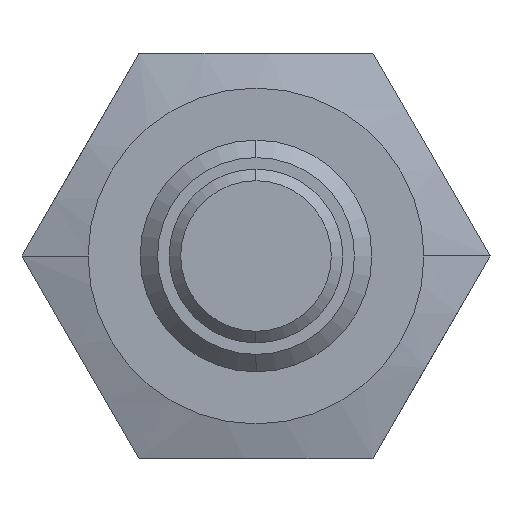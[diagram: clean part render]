
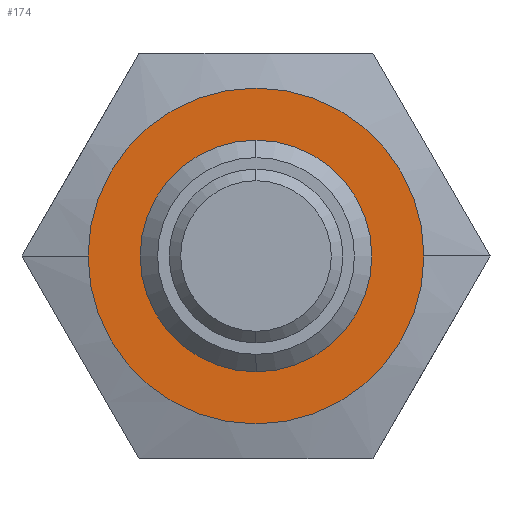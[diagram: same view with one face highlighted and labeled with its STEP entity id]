
A CAD part, left-side view. The second image highlights one B-rep face of the part: STEP entity #174.
In plain terms, the highlighted planar face has unit normal (-1, 0, 0).
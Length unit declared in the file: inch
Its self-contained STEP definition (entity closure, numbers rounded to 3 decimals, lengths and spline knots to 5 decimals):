
#2 = CIRCLE ( 'NONE', #352, 0.11417 ) ;
#85 = CIRCLE ( 'NONE', #592, 0.07874 ) ;
#125 = CIRCLE ( 'NONE', #681, 0.07874 ) ;
#174 = ADVANCED_FACE ( 'NONE', ( #333, #330 ), #1301, .F. ) ;
#295 = AXIS2_PLACEMENT_3D ( 'NONE', #327, #324, #322 ) ;
#322 = DIRECTION ( 'NONE',  ( 0., 1., 0. ) ) ;
#324 = DIRECTION ( 'NONE',  ( 1., 0., 0. ) ) ;
#327 = CARTESIAN_POINT ( 'NONE',  ( 0.25984, 0., 0. ) ) ;
#330 = FACE_OUTER_BOUND ( 'NONE', #1155, .T. ) ;
#333 = FACE_BOUND ( 'NONE', #886, .T. ) ;
#352 = AXIS2_PLACEMENT_3D ( 'NONE', #440, #439, #437 ) ;
#437 = DIRECTION ( 'NONE',  ( 0., 1., 0. ) ) ;
#439 = DIRECTION ( 'NONE',  ( 1., 0., 0. ) ) ;
#440 = CARTESIAN_POINT ( 'NONE',  ( 0.25984, 0., 0. ) ) ;
#464 = ORIENTED_EDGE ( 'NONE', *, *, #1070, .T. ) ;
#592 = AXIS2_PLACEMENT_3D ( 'NONE', #961, #960, #957 ) ;
#643 = ORIENTED_EDGE ( 'NONE', *, *, #1436, .F. ) ;
#681 = AXIS2_PLACEMENT_3D ( 'NONE', #1474, #1475, #1462 ) ;
#734 = VERTEX_POINT ( 'NONE', #1072 ) ;
#739 = VERTEX_POINT ( 'NONE', #1060 ) ;
#765 = VERTEX_POINT ( 'NONE', #1057 ) ;
#781 = ORIENTED_EDGE ( 'NONE', *, *, #1402, .F. ) ;
#789 = VERTEX_POINT ( 'NONE', #1017 ) ;
#886 = EDGE_LOOP ( 'NONE', ( #1182, #464 ) ) ;
#957 = DIRECTION ( 'NONE',  ( 0., 0., -1. ) ) ;
#958 = AXIS2_PLACEMENT_3D ( 'NONE', #1303, #1307, #1296 ) ;
#960 = DIRECTION ( 'NONE',  ( 1., 0., 0. ) ) ;
#961 = CARTESIAN_POINT ( 'NONE',  ( 0.25984, 0., 0. ) ) ;
#1017 = CARTESIAN_POINT ( 'NONE',  ( 0.25984, 0.11417, 0. ) ) ;
#1057 = CARTESIAN_POINT ( 'NONE',  ( 0.25984, -0.11417, 0. ) ) ;
#1060 = CARTESIAN_POINT ( 'NONE',  ( 0.25984, 0., 0.07874 ) ) ;
#1070 = EDGE_CURVE ( 'NONE', #734, #739, #125, .T. ) ;
#1072 = CARTESIAN_POINT ( 'NONE',  ( 0.25984, 0., -0.07874 ) ) ;
#1145 = EDGE_CURVE ( 'NONE', #739, #734, #85, .T. ) ;
#1155 = EDGE_LOOP ( 'NONE', ( #643, #781 ) ) ;
#1182 = ORIENTED_EDGE ( 'NONE', *, *, #1145, .T. ) ;
#1296 = DIRECTION ( 'NONE',  ( 0., 1., 0. ) ) ;
#1301 = PLANE ( 'NONE',  #958 ) ;
#1303 = CARTESIAN_POINT ( 'NONE',  ( 0.25984, 0.07956, 0.1378 ) ) ;
#1307 = DIRECTION ( 'NONE',  ( 1., 0., 0. ) ) ;
#1359 = CIRCLE ( 'NONE', #295, 0.11417 ) ;
#1402 = EDGE_CURVE ( 'NONE', #765, #789, #2, .T. ) ;
#1436 = EDGE_CURVE ( 'NONE', #789, #765, #1359, .T. ) ;
#1462 = DIRECTION ( 'NONE',  ( 0., 0., -1. ) ) ;
#1474 = CARTESIAN_POINT ( 'NONE',  ( 0.25984, 0., 0. ) ) ;
#1475 = DIRECTION ( 'NONE',  ( 1., 0., 0. ) ) ;
